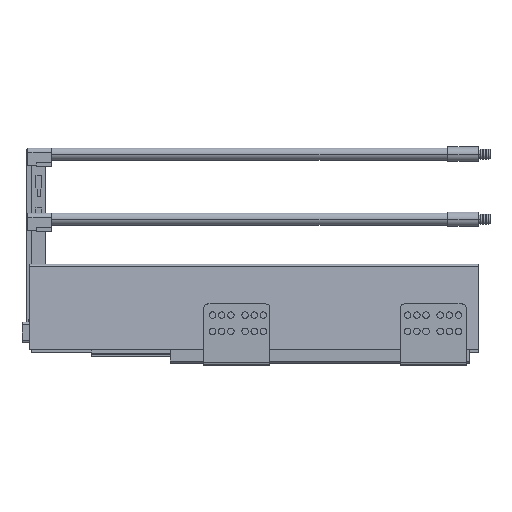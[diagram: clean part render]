
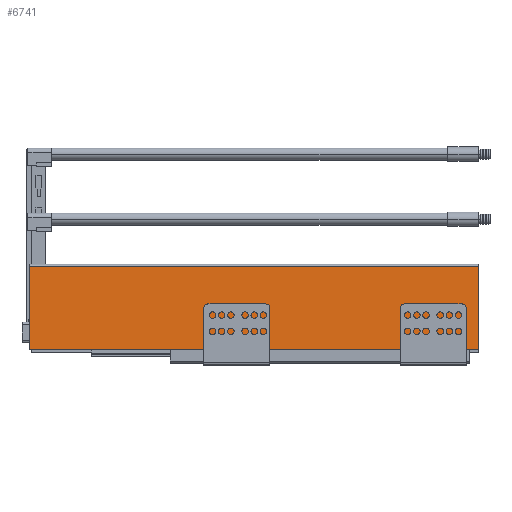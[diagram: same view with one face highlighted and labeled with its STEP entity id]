
A CAD part, top view. The second image highlights one B-rep face of the part: STEP entity #6741.
In plain terms, the highlighted planar face has unit normal (0, 0.052, 0.999).
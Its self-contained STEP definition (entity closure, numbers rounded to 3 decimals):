
#409 = LINE ( 'NONE', #3271, #9993 ) ;
#816 = VERTEX_POINT ( 'NONE', #9009 ) ;
#908 = VECTOR ( 'NONE', #1844, 1000. ) ;
#963 = EDGE_LOOP ( 'NONE', ( #3349, #6035, #6027, #8706 ) ) ;
#1419 = CARTESIAN_POINT ( 'NONE',  ( -442., 82.129, 62.296 ) ) ;
#1773 = VERTEX_POINT ( 'NONE', #9962 ) ;
#1844 = DIRECTION ( 'NONE',  ( 1., 0., 0. ) ) ;
#2320 = EDGE_CURVE ( 'NONE', #816, #1773, #2998, .T. ) ;
#2438 = DIRECTION ( 'NONE',  ( 0., 0.052, 0.999 ) ) ;
#2998 = LINE ( 'NONE', #3913, #908 ) ;
#3081 = EDGE_CURVE ( 'NONE', #3961, #11818, #4384, .T. ) ;
#3271 = CARTESIAN_POINT ( 'NONE',  ( -442., 0., 66.6 ) ) ;
#3349 = ORIENTED_EDGE ( 'NONE', *, *, #8406, .T. ) ;
#3397 = DIRECTION ( 'NONE',  ( 0., 0.999, -0.052 ) ) ;
#3741 = CARTESIAN_POINT ( 'NONE',  ( 0., 82.129, 62.296 ) ) ;
#3876 = DIRECTION ( 'NONE',  ( 0., 0.999, -0.052 ) ) ;
#3913 = CARTESIAN_POINT ( 'NONE',  ( -442., 0., 66.6 ) ) ;
#3961 = VERTEX_POINT ( 'NONE', #5997 ) ;
#4384 = LINE ( 'NONE', #1419, #6311 ) ;
#4499 = AXIS2_PLACEMENT_3D ( 'NONE', #12283, #2438, #10322 ) ;
#5997 = CARTESIAN_POINT ( 'NONE',  ( -442., 82.129, 62.296 ) ) ;
#6027 = ORIENTED_EDGE ( 'NONE', *, *, #8205, .F. ) ;
#6035 = ORIENTED_EDGE ( 'NONE', *, *, #3081, .F. ) ;
#6311 = VECTOR ( 'NONE', #8323, 1000. ) ;
#6741 = ADVANCED_FACE ( 'NONE', ( #9616 ), #8312, .T. ) ;
#8205 = EDGE_CURVE ( 'NONE', #816, #3961, #409, .T. ) ;
#8312 = PLANE ( 'NONE',  #4499 ) ;
#8323 = DIRECTION ( 'NONE',  ( 1., 0., 0. ) ) ;
#8406 = EDGE_CURVE ( 'NONE', #1773, #11818, #12305, .T. ) ;
#8706 = ORIENTED_EDGE ( 'NONE', *, *, #2320, .T. ) ;
#9009 = CARTESIAN_POINT ( 'NONE',  ( -442., 0., 66.6 ) ) ;
#9616 = FACE_OUTER_BOUND ( 'NONE', #963, .T. ) ;
#9962 = CARTESIAN_POINT ( 'NONE',  ( 0., 0., 66.6 ) ) ;
#9993 = VECTOR ( 'NONE', #3397, 1000. ) ;
#10322 = DIRECTION ( 'NONE',  ( 0., 0.999, -0.052 ) ) ;
#11644 = VECTOR ( 'NONE', #3876, 1000. ) ;
#11818 = VERTEX_POINT ( 'NONE', #3741 ) ;
#12283 = CARTESIAN_POINT ( 'NONE',  ( -442., 0., 66.6 ) ) ;
#12305 = LINE ( 'NONE', #12747, #11644 ) ;
#12747 = CARTESIAN_POINT ( 'NONE',  ( 0., 0., 66.6 ) ) ;
